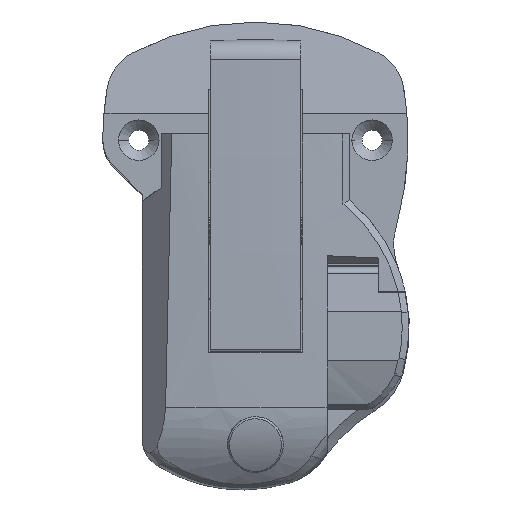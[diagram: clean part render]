
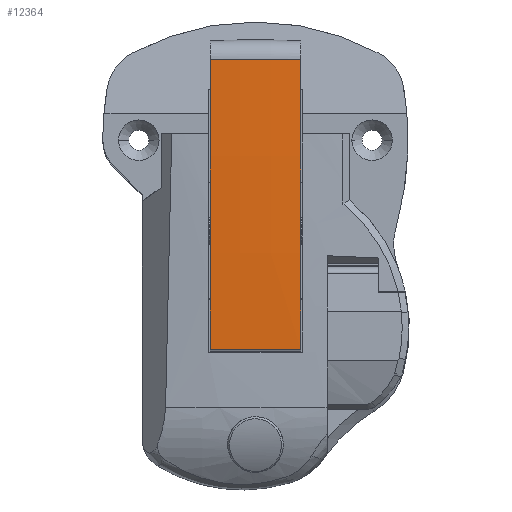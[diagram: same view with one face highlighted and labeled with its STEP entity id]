
A CAD part, top view. The second image highlights one B-rep face of the part: STEP entity #12364.
In plain terms, the highlighted toroidal (fillet/blend) face has major radius 1600 mm and minor radius 400 mm.
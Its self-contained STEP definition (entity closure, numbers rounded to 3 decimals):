
#282 = VERTEX_POINT ( 'NONE', #5184 ) ;
#474 = B_SPLINE_CURVE_WITH_KNOTS ( 'NONE', 3,
 ( #10612, #5703, #20634, #14076 ),
 .UNSPECIFIED., .F., .F.,
 ( 4, 4 ),
 ( 0., 0.028 ),
 .UNSPECIFIED. ) ;
#725 = DIRECTION ( 'NONE',  ( 0., -0.035, -0.999 ) ) ;
#928 = DIRECTION ( 'NONE',  ( 0., 0., -1. ) ) ;
#2413 = CARTESIAN_POINT ( 'NONE',  ( -14., -16., -1993.5 ) ) ;
#3001 = AXIS2_PLACEMENT_3D ( 'NONE', #6641, #13437, #18204 ) ;
#3435 = FACE_OUTER_BOUND ( 'NONE', #20811, .T. ) ;
#3475 = AXIS2_PLACEMENT_3D ( 'NONE', #2413, #5543, #17094 ) ;
#3999 = DIRECTION ( 'NONE',  ( 0., -0.999, 0.035 ) ) ;
#5184 = CARTESIAN_POINT ( 'NONE',  ( -14., -36.356, 6.151 ) ) ;
#5273 = VERTEX_POINT ( 'NONE', #15156 ) ;
#5543 = DIRECTION ( 'NONE',  ( 1., 0., 0. ) ) ;
#5703 = CARTESIAN_POINT ( 'NONE',  ( -4.667, -36.298, 6.479 ) ) ;
#6625 = CIRCLE ( 'NONE', #11438, 400. ) ;
#6641 = CARTESIAN_POINT ( 'NONE',  ( 14., -16., -1993.5 ) ) ;
#7230 = ORIENTED_EDGE ( 'NONE', *, *, #9316, .T. ) ;
#7231 = VERTEX_POINT ( 'NONE', #13431 ) ;
#7314 = TOROIDAL_SURFACE ( 'NONE', #19735, 1600., 400. ) ;
#8482 = ORIENTED_EDGE ( 'NONE', *, *, #19235, .T. ) ;
#8785 = CIRCLE ( 'NONE', #3475, 1999.755 ) ;
#9316 = EDGE_CURVE ( 'NONE', #18506, #282, #8785, .T. ) ;
#10612 = CARTESIAN_POINT ( 'NONE',  ( -14., -36.356, 6.151 ) ) ;
#11438 = AXIS2_PLACEMENT_3D ( 'NONE', #18831, #3999, #725 ) ;
#12364 = ADVANCED_FACE ( 'NONE', ( #3435 ), #7314, .T. ) ;
#13236 = EDGE_CURVE ( 'NONE', #7231, #5273, #20533, .T. ) ;
#13431 = CARTESIAN_POINT ( 'NONE',  ( 14., 53.199, 5.057 ) ) ;
#13437 = DIRECTION ( 'NONE',  ( 1., 0., 0. ) ) ;
#14076 = CARTESIAN_POINT ( 'NONE',  ( 14., -36.356, 6.151 ) ) ;
#15156 = CARTESIAN_POINT ( 'NONE',  ( 14., -36.356, 6.151 ) ) ;
#15188 = CARTESIAN_POINT ( 'NONE',  ( -14., 53.199, 5.057 ) ) ;
#15476 = CARTESIAN_POINT ( 'NONE',  ( 0., -16., -1993.5 ) ) ;
#17094 = DIRECTION ( 'NONE',  ( 0., 0.035, 0.999 ) ) ;
#17135 = DIRECTION ( 'NONE',  ( 1., 0., 0. ) ) ;
#18204 = DIRECTION ( 'NONE',  ( 0., 0.035, 0.999 ) ) ;
#18506 = VERTEX_POINT ( 'NONE', #15188 ) ;
#18682 = ORIENTED_EDGE ( 'NONE', *, *, #20528, .T. ) ;
#18831 = CARTESIAN_POINT ( 'NONE',  ( 0., 39.366, -394.458 ) ) ;
#18938 = ORIENTED_EDGE ( 'NONE', *, *, #13236, .F. ) ;
#19235 = EDGE_CURVE ( 'NONE', #282, #5273, #474, .T. ) ;
#19735 = AXIS2_PLACEMENT_3D ( 'NONE', #15476, #17135, #928 ) ;
#20528 = EDGE_CURVE ( 'NONE', #7231, #18506, #6625, .T. ) ;
#20533 = CIRCLE ( 'NONE', #3001, 1999.755 ) ;
#20634 = CARTESIAN_POINT ( 'NONE',  ( 4.667, -36.298, 6.479 ) ) ;
#20811 = EDGE_LOOP ( 'NONE', ( #18682, #7230, #8482, #18938 ) ) ;
